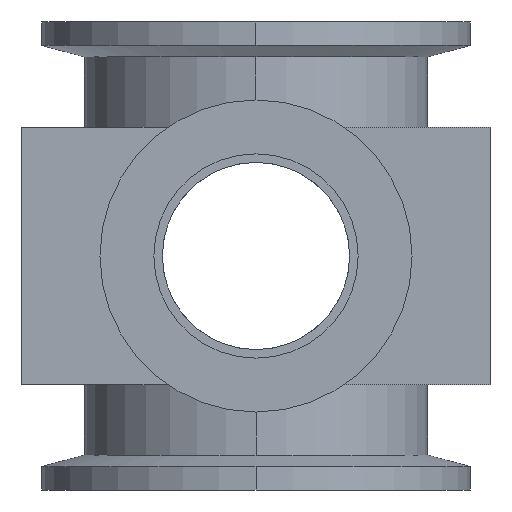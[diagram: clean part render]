
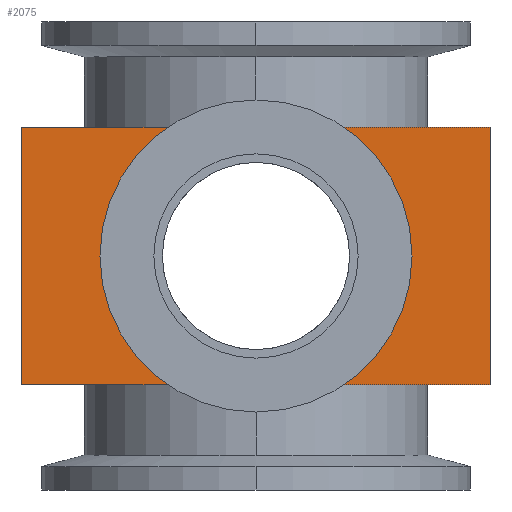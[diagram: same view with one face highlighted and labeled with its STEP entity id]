
A CAD part, left-side view. The second image highlights one B-rep face of the part: STEP entity #2075.
In plain terms, the highlighted planar face has unit normal (-1, 0, 0).
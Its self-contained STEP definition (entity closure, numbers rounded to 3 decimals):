
#17 = DIRECTION ( 'NONE',  ( 0., -1., 0. ) ) ;
#22 = CARTESIAN_POINT ( 'NONE',  ( -30., 0., 0. ) ) ;
#48 = DIRECTION ( 'NONE',  ( -1., 0., 0. ) ) ;
#114 = CARTESIAN_POINT ( 'NONE',  ( -30., -30., 16.5 ) ) ;
#208 = EDGE_LOOP ( 'NONE', ( #1271, #2287 ) ) ;
#212 = DIRECTION ( 'NONE',  ( 0., 0., 1. ) ) ;
#258 = VERTEX_POINT ( 'NONE', #422 ) ;
#422 = CARTESIAN_POINT ( 'NONE',  ( -30., 0., 14.5 ) ) ;
#423 = DIRECTION ( 'NONE',  ( 0., 0., -1. ) ) ;
#434 = CARTESIAN_POINT ( 'NONE',  ( -30., 30., -16.5 ) ) ;
#479 = ORIENTED_EDGE ( 'NONE', *, *, #636, .T. ) ;
#511 = AXIS2_PLACEMENT_3D ( 'NONE', #2200, #1048, #2401 ) ;
#515 = LINE ( 'NONE', #1620, #1586 ) ;
#562 = EDGE_CURVE ( 'NONE', #1257, #2011, #765, .T. ) ;
#581 = EDGE_CURVE ( 'NONE', #865, #2011, #1304, .T. ) ;
#594 = EDGE_CURVE ( 'NONE', #865, #848, #515, .T. ) ;
#621 = CARTESIAN_POINT ( 'NONE',  ( -30., 30., -16.5 ) ) ;
#636 = EDGE_CURVE ( 'NONE', #848, #1257, #2367, .T. ) ;
#765 = LINE ( 'NONE', #937, #2331 ) ;
#811 = CARTESIAN_POINT ( 'NONE',  ( -30., 0., -14.5 ) ) ;
#839 = PLANE ( 'NONE',  #511 ) ;
#848 = VERTEX_POINT ( 'NONE', #621 ) ;
#857 = CIRCLE ( 'NONE', #1288, 14.5 ) ;
#861 = EDGE_CURVE ( 'NONE', #1117, #258, #857, .T. ) ;
#865 = VERTEX_POINT ( 'NONE', #1044 ) ;
#937 = CARTESIAN_POINT ( 'NONE',  ( -30., -30., 16.5 ) ) ;
#963 = ORIENTED_EDGE ( 'NONE', *, *, #562, .T. ) ;
#1008 = FACE_BOUND ( 'NONE', #208, .T. ) ;
#1044 = CARTESIAN_POINT ( 'NONE',  ( -30., 30., 16.5 ) ) ;
#1048 = DIRECTION ( 'NONE',  ( 1., 0., 0. ) ) ;
#1086 = AXIS2_PLACEMENT_3D ( 'NONE', #22, #1422, #212 ) ;
#1117 = VERTEX_POINT ( 'NONE', #811 ) ;
#1230 = EDGE_CURVE ( 'NONE', #258, #1117, #1888, .T. ) ;
#1247 = CARTESIAN_POINT ( 'NONE',  ( -30., 0., 0. ) ) ;
#1257 = VERTEX_POINT ( 'NONE', #2170 ) ;
#1271 = ORIENTED_EDGE ( 'NONE', *, *, #1230, .F. ) ;
#1288 = AXIS2_PLACEMENT_3D ( 'NONE', #1247, #48, #1449 ) ;
#1304 = LINE ( 'NONE', #2371, #1837 ) ;
#1422 = DIRECTION ( 'NONE',  ( -1., 0., 0. ) ) ;
#1449 = DIRECTION ( 'NONE',  ( 0., 0., 1. ) ) ;
#1586 = VECTOR ( 'NONE', #423, 1000. ) ;
#1620 = CARTESIAN_POINT ( 'NONE',  ( -30., 30., 16.5 ) ) ;
#1633 = DIRECTION ( 'NONE',  ( 0., -1., 0. ) ) ;
#1837 = VECTOR ( 'NONE', #17, 1000. ) ;
#1888 = CIRCLE ( 'NONE', #1086, 14.5 ) ;
#2011 = VERTEX_POINT ( 'NONE', #114 ) ;
#2013 = ORIENTED_EDGE ( 'NONE', *, *, #581, .F. ) ;
#2042 = VECTOR ( 'NONE', #1633, 1000. ) ;
#2075 = ADVANCED_FACE ( 'NONE', ( #2493, #1008 ), #839, .F. ) ;
#2106 = DIRECTION ( 'NONE',  ( 0., 0., 1. ) ) ;
#2170 = CARTESIAN_POINT ( 'NONE',  ( -30., -30., -16.5 ) ) ;
#2200 = CARTESIAN_POINT ( 'NONE',  ( -30., 30., 16.5 ) ) ;
#2287 = ORIENTED_EDGE ( 'NONE', *, *, #861, .F. ) ;
#2323 = EDGE_LOOP ( 'NONE', ( #963, #2013, #2503, #479 ) ) ;
#2331 = VECTOR ( 'NONE', #2106, 1000. ) ;
#2367 = LINE ( 'NONE', #434, #2042 ) ;
#2371 = CARTESIAN_POINT ( 'NONE',  ( -30., 30., 16.5 ) ) ;
#2401 = DIRECTION ( 'NONE',  ( 0., 0., -1. ) ) ;
#2493 = FACE_OUTER_BOUND ( 'NONE', #2323, .T. ) ;
#2503 = ORIENTED_EDGE ( 'NONE', *, *, #594, .T. ) ;
